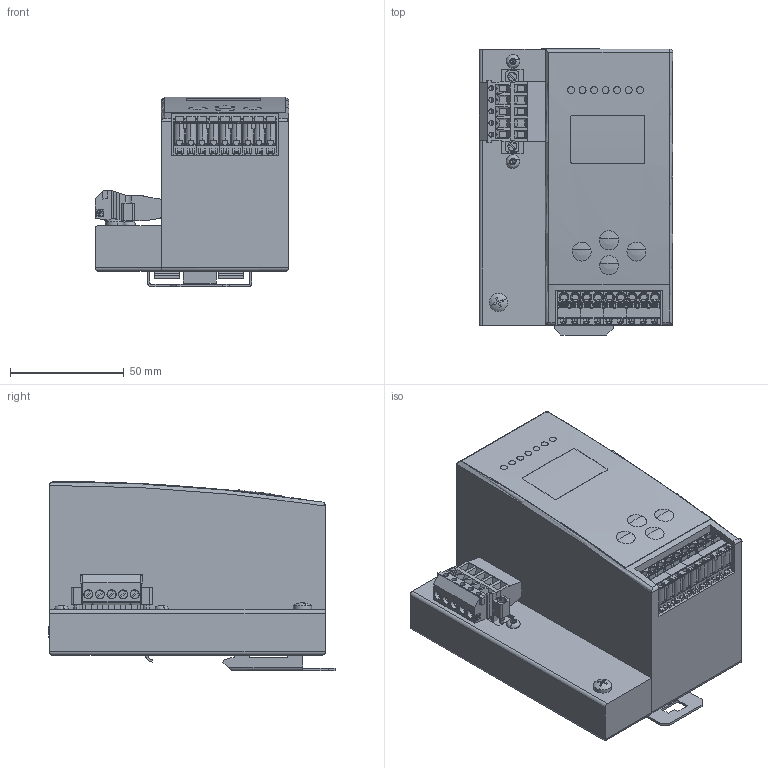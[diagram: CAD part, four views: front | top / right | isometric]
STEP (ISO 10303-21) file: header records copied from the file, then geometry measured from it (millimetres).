
FILE_DESCRIPTION((''),'2;1');
FILE_NAME('DM_CAD-1754A_ASM','2016-02-11T',('Creinig-se'),(''),'PRO/ENGINEER BY PARAMETRIC TECHNOLOGY CORPORATION, 2013050','PRO/ENGINEER BY PARAMETRIC TECHNOLOGY CORPORATION, 2013050','');
FILE_SCHEMA(('CONFIG_CONTROL_DESIGN'));
Length unit declared in the file: centimetre
Products named in the file (18): DM_CAD-1754A_343; DM_CAD-1754A_344; DM_CAD-1754A_345; DM_CAD-1754A_346; DM_CAD-1754A_347_ASM; DM_CAD-1754A_348; DM_CAD-1754A_349_ASM; DM_CAD-1754A_350_ASM; DM_CAD-1754A_351; DM_CAD-1754A_352; DM_CAD-1754A_353; DM_CAD-1754A_354; DM_CAD-1754A_355; DM_CAD-1754A_356; DM_CAD-1754A_1; DM_CAD-1754A_358; DM_CAD-1754A_359_ASM; DM_CAD-1754A_ASM
Assembly tree (27 placements, depth 5):
  DM_CAD-1754A_ASM
    DM_CAD-1754A_343
    DM_CAD-1754A_344
    DM_CAD-1754A_350_ASM
      DM_CAD-1754A_349_ASM
        DM_CAD-1754A_345
        DM_CAD-1754A_347_ASM
          DM_CAD-1754A_346  x7
        DM_CAD-1754A_348
    DM_CAD-1754A_351
    DM_CAD-1754A_352
    DM_CAD-1754A_353  x2
    DM_CAD-1754A_354
    DM_CAD-1754A_355  x3
    DM_CAD-1754A_356
    DM_CAD-1754A_359_ASM
      DM_CAD-1754A_1
      DM_CAD-1754A_358  x2
Bounding box: 85.01 x 125.49 x 82.95 mm (x, y, z)
Volume: 576707.9 mm3; surface area: 82515.6 mm2
Topology: 23 solids, 23 shells, 2143 faces, 5693 edges, 3700 vertices
Faces by surface type: plane 1304, cylinder 707, cone 60, sphere 40, torus 26, bspline 6
Entity records: 53645 total; most frequent: CARTESIAN_POINT 9083, DIRECTION 7863, ORIENTED_EDGE 7732, EDGE_CURVE 3866, AXIS2_PLACEMENT_3D 2656, VECTOR 2551, LINE 2551, VERTEX_POINT 2537
